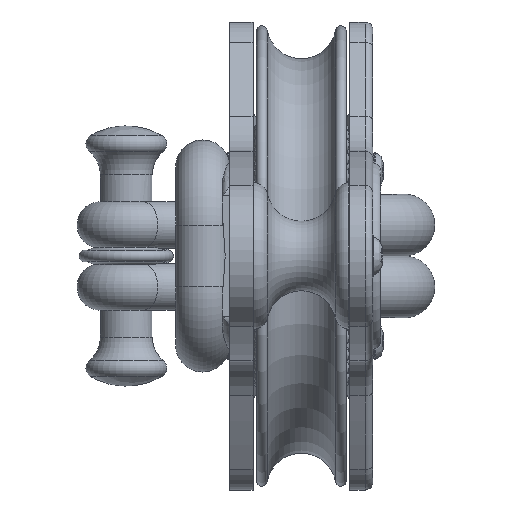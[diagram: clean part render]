
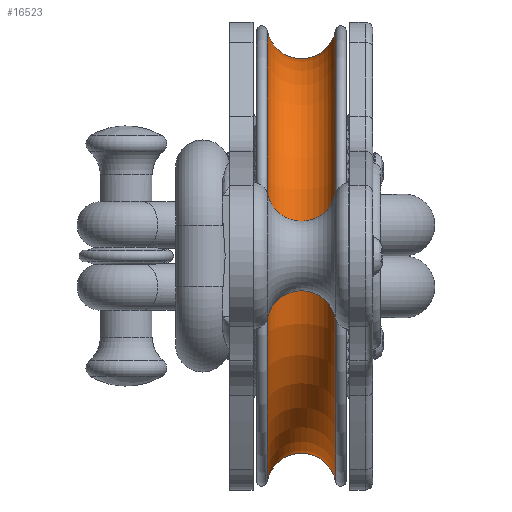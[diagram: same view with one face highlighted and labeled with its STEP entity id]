
A CAD part, front view. The second image highlights one B-rep face of the part: STEP entity #16523.
In plain terms, the highlighted toroidal (fillet/blend) face has major radius 60 mm and minor radius 9 mm.
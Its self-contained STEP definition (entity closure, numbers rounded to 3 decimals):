
#598=TOROIDAL_SURFACE('',#18325,60.,9.);
#1541=CIRCLE('',#18323,58.365);
#1543=CIRCLE('',#18326,9.);
#1544=CIRCLE('',#18327,58.365);
#3138=FACE_OUTER_BOUND('',#4257,.T.);
#4257=EDGE_LOOP('',(#13550,#13551,#13552,#13553));
#7662=VERTEX_POINT('',#33315);
#7663=VERTEX_POINT('',#33319);
#9737=EDGE_CURVE('',#7662,#7662,#1541,.T.);
#9739=EDGE_CURVE('',#7662,#7663,#1543,.T.);
#9740=EDGE_CURVE('',#7663,#7663,#1544,.T.);
#13550=ORIENTED_EDGE('',*,*,#9737,.T.);
#13551=ORIENTED_EDGE('',*,*,#9739,.T.);
#13552=ORIENTED_EDGE('',*,*,#9740,.F.);
#13553=ORIENTED_EDGE('',*,*,#9739,.F.);
#16523=ADVANCED_FACE('',(#3138),#598,.F.);
#18323=AXIS2_PLACEMENT_3D('',#33316,#22553,#22554);
#18325=AXIS2_PLACEMENT_3D('',#33318,#22557,#22558);
#18326=AXIS2_PLACEMENT_3D('',#33320,#22559,#22560);
#18327=AXIS2_PLACEMENT_3D('',#33321,#22561,#22562);
#22553=DIRECTION('center_axis',(-1.,0.,0.));
#22554=DIRECTION('ref_axis',(0.,0.003,
-1.));
#22557=DIRECTION('center_axis',(-1.,0.,0.));
#22558=DIRECTION('ref_axis',(0.,-0.003,
1.));
#22559=DIRECTION('center_axis',(0.,-1.,
-0.003));
#22560=DIRECTION('ref_axis',(0.,0.003,
-1.));
#22561=DIRECTION('center_axis',(-1.,0.,0.));
#22562=DIRECTION('ref_axis',(0.,0.003,
-1.));
#33315=CARTESIAN_POINT('',(8.85,0.193,-58.365));
#33316=CARTESIAN_POINT('Origin',(8.85,0.,
0.));
#33318=CARTESIAN_POINT('Origin',(0.,0.,0.));
#33319=CARTESIAN_POINT('',(-8.85,0.193,-58.365));
#33320=CARTESIAN_POINT('Origin',(0.,0.199,
-60.));
#33321=CARTESIAN_POINT('Origin',(-8.85,0.,
0.));
